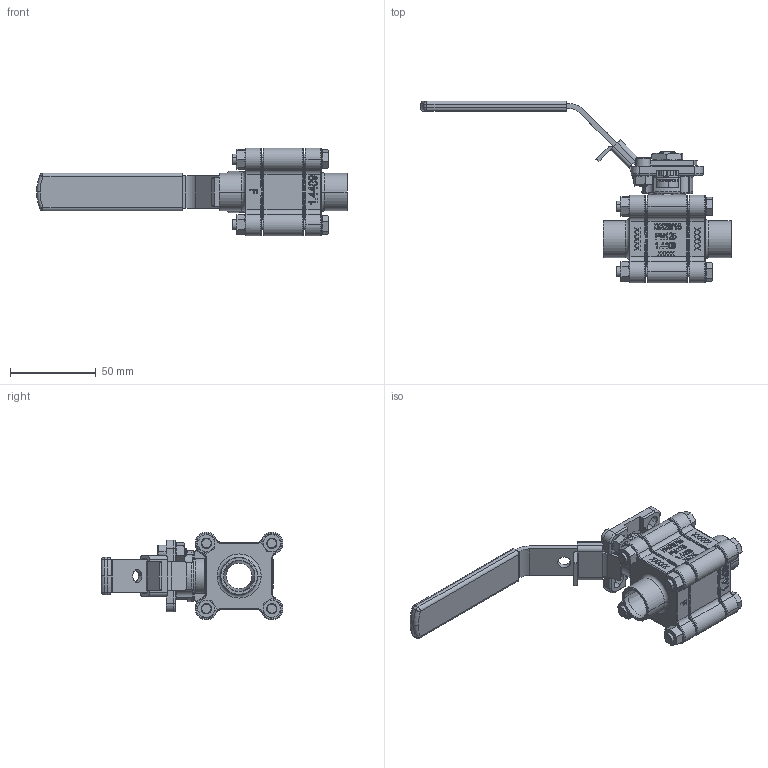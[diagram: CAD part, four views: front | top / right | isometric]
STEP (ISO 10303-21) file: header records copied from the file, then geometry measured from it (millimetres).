
FILE_DESCRIPTION (( 'STEP AP214' ), '1' );
FILE_NAME ('2713D.702R Typ A27D DN15 FB ISO BW.STEP', '2019-07-15T12:53:51', ( '' ), ( '' ), 'SwSTEP 2.0', 'SolidWorks 2017', '' );
FILE_SCHEMA (( 'AUTOMOTIVE_DESIGN' ));
Length unit declared in the file: millimetre
Products named in the file (1): 2713D.702R Typ A27D DN15 FB ISO BW
Bounding box: 181.45 x 106.21 x 51.18 mm (x, y, z)
Volume: 101864.5 mm3; surface area: 68082.1 mm2
Topology: 25 solids, 25 shells, 1471 faces, 3967 edges, 2578 vertices
Faces by surface type: plane 513, cylinder 391, bspline 192, cone 192, torus 177, sphere 6
Entity records: 73891 total; most frequent: CARTESIAN_POINT 21917, ORIENTED_EDGE 7814, DIRECTION 6868, EDGE_CURVE 3907, VERTEX_POINT 2578, AXIS2_PLACEMENT_3D 2569, LINE 1730, VECTOR 1730
